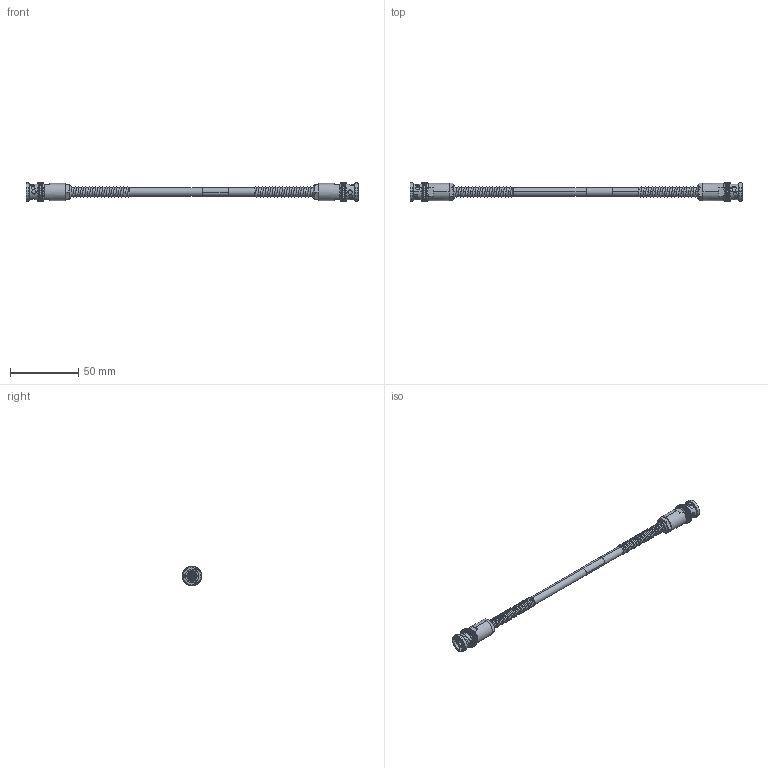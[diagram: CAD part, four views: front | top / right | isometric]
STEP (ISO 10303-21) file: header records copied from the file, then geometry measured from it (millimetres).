
FILE_DESCRIPTION (( 'STEP AP214' ), '1' );
FILE_NAME ('FM3MP2151_3D.step', '2023-08-16T19:28:33', ( '' ), ( '' ), 'SwSTEP 2.0', 'SolidWorks 2022', '' );
FILE_SCHEMA (( 'AUTOMOTIVE_DESIGN' ));
Length unit declared in the file: inch
Products named in the file (12): 10-06033-XXX-MA3; 10-06033-XXX-MA7; FM3MP2151_3D; 10-06033-XXX-MA2; 10-06033-XXX-MA5; 10-06033-XXX; 10-06033-XXX-MA6; 1AW01-003_.25" x .75" long; 30-02001_7"; 10-06033-XXX-MA8; 10-06033-XXX-MA1; 10-06033-XXX-MA4
Assembly tree (12 placements, depth 3):
  FM3MP2151_3D
    30-02001_7"
    10-06033-XXX  x2
      10-06033-XXX-MA1
      10-06033-XXX-MA2
      10-06033-XXX-MA3
      10-06033-XXX-MA4
      10-06033-XXX-MA5
      10-06033-XXX-MA6
      10-06033-XXX-MA7
      10-06033-XXX-MA8
    1AW01-003_.25" x .75" long
Bounding box: 243.8 x 14.49 x 14.49 mm (x, y, z)
Volume: 12382.5 mm3; surface area: 16540.8 mm2
Topology: 20 solids, 20 shells, 1598 faces, 4424 edges, 2896 vertices
Faces by surface type: cylinder 844, torus 384, plane 224, cone 112, bspline 34
Entity records: 35595 total; most frequent: CARTESIAN_POINT 14290, ORIENTED_EDGE 4438, DIRECTION 4322, EDGE_CURVE 2219, AXIS2_PLACEMENT_3D 1858, VERTEX_POINT 1454, CIRCLE 1055, EDGE_LOOP 849
